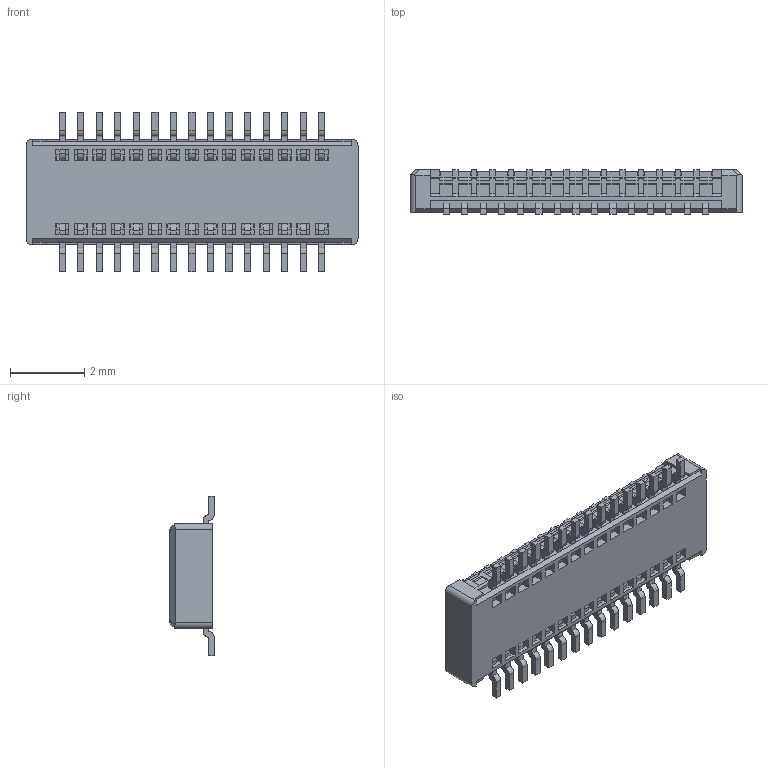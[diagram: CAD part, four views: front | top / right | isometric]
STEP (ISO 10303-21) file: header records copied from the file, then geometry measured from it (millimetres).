
FILE_DESCRIPTION((''),'2;1');
FILE_NAME('555600307','2019-02-20T',('gga'),(''),'PRO/ENGINEER BY PARAMETRIC TECHNOLOGY CORPORATION, 2016010','PRO/ENGINEER BY PARAMETRIC TECHNOLOGY CORPORATION, 2016010','');
FILE_SCHEMA(('CONFIG_CONTROL_DESIGN'));
Length unit declared in the file: millimetre
Products named in the file (1): 555600307
Bounding box: 8.95 x 1.2 x 4.3 mm (x, y, z)
Volume: 14.7 mm3; surface area: 138.8 mm2
Topology: 1 solids, 1 shells, 1358 faces, 3936 edges, 2580 vertices
Faces by surface type: plane 1188, cylinder 166, torus 4
Entity records: 43766 total; most frequent: CARTESIAN_POINT 7808, ORIENTED_EDGE 7632, DIRECTION 6962, EDGE_CURVE 3816, VECTOR 3596, LINE 3596, VERTEX_POINT 2460, AXIS2_PLACEMENT_3D 1683
